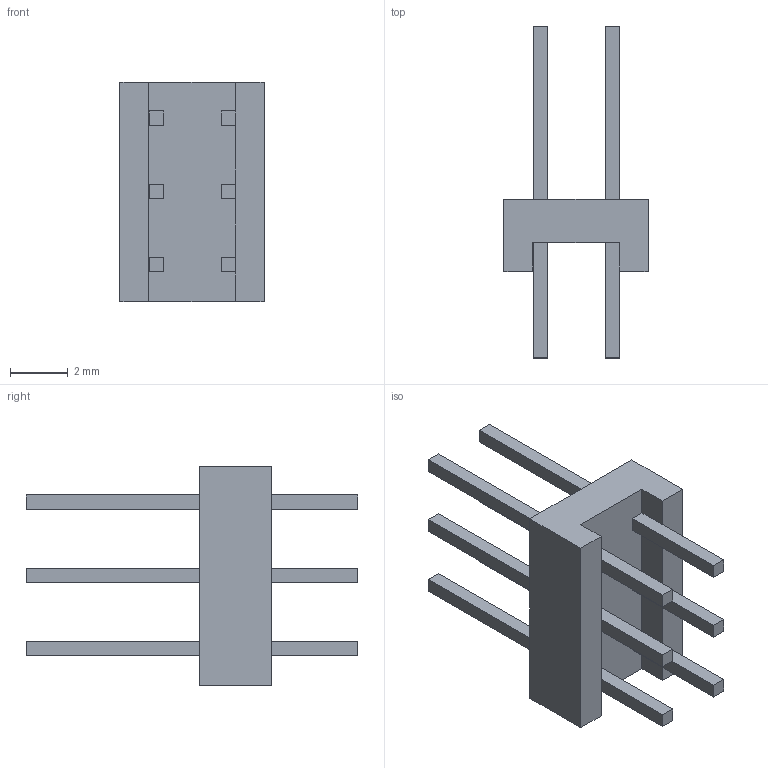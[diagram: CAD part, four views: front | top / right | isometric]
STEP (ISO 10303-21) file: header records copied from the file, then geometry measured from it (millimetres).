
FILE_DESCRIPTION (( 'STEP AP214' ), '1' );
FILE_NAME ('User Library-PLD-6.STEP', '2017-08-16T13:57:28', ( 'Windows User' ), ( '' ), 'SwSTEP 2.0', 'SolidWorks 2017', '' );
FILE_SCHEMA (( 'AUTOMOTIVE_DESIGN' ));
Length unit declared in the file: millimetre
Products named in the file (1): User Library-PLD-6
Bounding box: 5 x 11.5 x 7.62 mm (x, y, z)
Volume: 87.4 mm3; surface area: 265.4 mm2
Topology: 1 solids, 1 shells, 73 faces, 186 edges, 124 vertices
Faces by surface type: plane 73
Entity records: 2986 total; most frequent: CARTESIAN_POINT 384, ORIENTED_EDGE 372, DIRECTION 334, VECTOR 186, EDGE_CURVE 186, LINE 186, VERTEX_POINT 124, EDGE_LOOP 82
